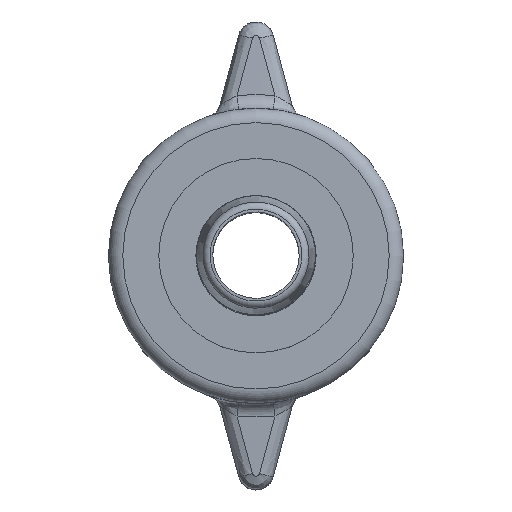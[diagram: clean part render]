
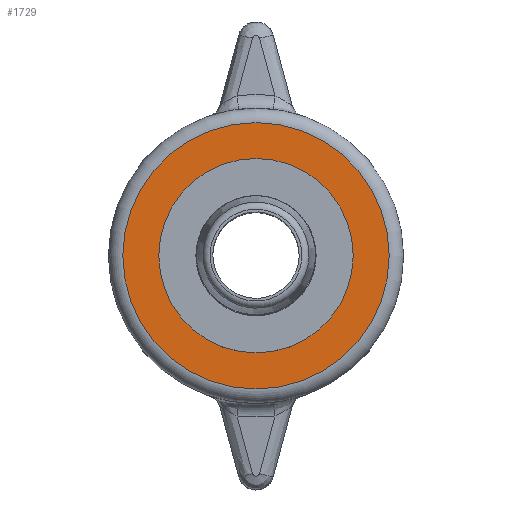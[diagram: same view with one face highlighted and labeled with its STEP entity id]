
A CAD part, top view. The second image highlights one B-rep face of the part: STEP entity #1729.
In plain terms, the highlighted planar face has unit normal (0, 0, 1).
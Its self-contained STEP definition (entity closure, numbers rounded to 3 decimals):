
#100=FACE_BOUND('',#394,.T.);
#121=PLANE('',#1897);
#289=FACE_OUTER_BOUND('',#393,.T.);
#393=EDGE_LOOP('',(#1246,#1247));
#394=EDGE_LOOP('',(#1248,#1249));
#484=CIRCLE('',#1830,12.366);
#485=CIRCLE('',#1831,12.366);
#529=CIRCLE('',#1894,18.5);
#531=CIRCLE('',#1896,18.5);
#651=VERTEX_POINT('',#2631);
#652=VERTEX_POINT('',#2632);
#710=VERTEX_POINT('',#3240);
#711=VERTEX_POINT('',#3241);
#827=EDGE_CURVE('',#651,#652,#484,.T.);
#828=EDGE_CURVE('',#652,#651,#485,.T.);
#916=EDGE_CURVE('',#710,#711,#529,.T.);
#918=EDGE_CURVE('',#711,#710,#531,.T.);
#1246=ORIENTED_EDGE('',*,*,#916,.F.);
#1247=ORIENTED_EDGE('',*,*,#918,.F.);
#1248=ORIENTED_EDGE('',*,*,#827,.T.);
#1249=ORIENTED_EDGE('',*,*,#828,.T.);
#1729=ADVANCED_FACE('',(#289,#100),#121,.T.);
#1830=AXIS2_PLACEMENT_3D('',#2633,#2094,#2095);
#1831=AXIS2_PLACEMENT_3D('',#2634,#2096,#2097);
#1894=AXIS2_PLACEMENT_3D('',#3242,#2238,#2239);
#1896=AXIS2_PLACEMENT_3D('',#3244,#2242,#2243);
#1897=AXIS2_PLACEMENT_3D('',#3245,#2244,#2245);
#2094=DIRECTION('center_axis',(0.,0.,-1.));
#2095=DIRECTION('ref_axis',(0.,-1.,0.));
#2096=DIRECTION('center_axis',(0.,0.,-1.));
#2097=DIRECTION('ref_axis',(0.,-1.,0.));
#2238=DIRECTION('center_axis',(0.,0.,-1.));
#2239=DIRECTION('ref_axis',(-1.,0.,0.));
#2242=DIRECTION('center_axis',(0.,0.,-1.));
#2243=DIRECTION('ref_axis',(-1.,0.,0.));
#2244=DIRECTION('center_axis',(0.,0.,1.));
#2245=DIRECTION('ref_axis',(1.,0.,0.));
#2631=CARTESIAN_POINT('',(0.,-12.366,14.));
#2632=CARTESIAN_POINT('',(0.,12.366,14.));
#2633=CARTESIAN_POINT('Origin',(0.,0.,14.));
#2634=CARTESIAN_POINT('Origin',(0.,0.,14.));
#3240=CARTESIAN_POINT('',(18.5,0.,14.));
#3241=CARTESIAN_POINT('',(-18.5,0.,14.));
#3242=CARTESIAN_POINT('Origin',(0.,0.,14.));
#3244=CARTESIAN_POINT('Origin',(0.,0.,14.));
#3245=CARTESIAN_POINT('Origin',(10.25,0.,14.));
